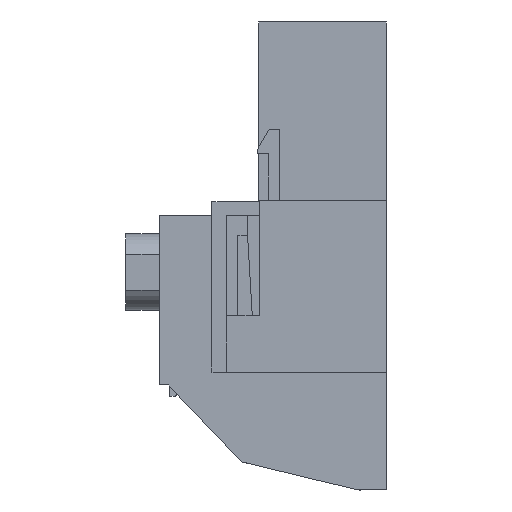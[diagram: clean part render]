
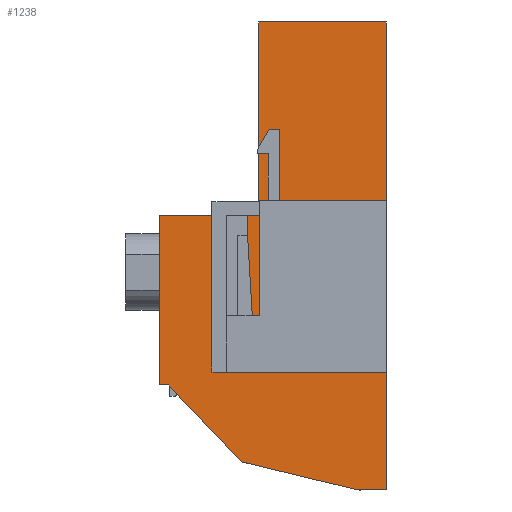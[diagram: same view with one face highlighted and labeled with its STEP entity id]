
A CAD part, left-side view. The second image highlights one B-rep face of the part: STEP entity #1238.
In plain terms, the highlighted planar face has unit normal (-1, 0, 0).
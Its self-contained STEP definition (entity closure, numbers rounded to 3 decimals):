
#1162=AXIS2_PLACEMENT_3D('Plane Axis2P3D',#1159,#1160,#1161) ;
#180=CARTESIAN_POINT('Vertex',(7.62,0.,0.)) ;
#183=CARTESIAN_POINT('Line Origine',(7.62,1.25,0.)) ;
#187=CARTESIAN_POINT('Vertex',(7.62,2.5,0.)) ;
#412=CARTESIAN_POINT('Line Origine',(7.62,7.675,1.25)) ;
#416=CARTESIAN_POINT('Vertex',(7.62,12.85,2.5)) ;
#623=CARTESIAN_POINT('Vertex',(7.62,0.,41.45)) ;
#626=CARTESIAN_POINT('Line Origine',(7.62,0.,33.55)) ;
#630=CARTESIAN_POINT('Vertex',(7.62,0.,25.65)) ;
#637=CARTESIAN_POINT('Vertex',(7.62,0.,12.13)) ;
#640=CARTESIAN_POINT('Line Origine',(7.62,0.,6.065)) ;
#1159=CARTESIAN_POINT('Axis2P3D Location',(7.62,0.,41.45)) ;
#1164=CARTESIAN_POINT('Line Origine',(7.62,5.625,12.13)) ;
#1168=CARTESIAN_POINT('Vertex',(7.62,11.25,12.13)) ;
#1171=CARTESIAN_POINT('Line Origine',(7.62,11.25,18.89)) ;
#1175=CARTESIAN_POINT('Vertex',(7.62,11.25,25.65)) ;
#1178=CARTESIAN_POINT('Line Origine',(7.62,5.625,25.65)) ;
#1183=CARTESIAN_POINT('Line Origine',(7.62,5.65,41.45)) ;
#1187=CARTESIAN_POINT('Vertex',(7.62,11.3,41.45)) ;
#1190=CARTESIAN_POINT('Line Origine',(7.62,11.3,32.875)) ;
#1194=CARTESIAN_POINT('Vertex',(7.62,11.3,24.3)) ;
#1197=CARTESIAN_POINT('Line Origine',(7.62,15.7,24.3)) ;
#1201=CARTESIAN_POINT('Vertex',(7.62,20.1,24.3)) ;
#1204=CARTESIAN_POINT('Line Origine',(7.62,20.1,16.8)) ;
#1208=CARTESIAN_POINT('Vertex',(7.62,20.1,9.3)) ;
#1211=CARTESIAN_POINT('Line Origine',(7.62,19.7,9.3)) ;
#1215=CARTESIAN_POINT('Vertex',(7.62,19.3,9.3)) ;
#1218=CARTESIAN_POINT('Line Origine',(7.62,16.075,5.9)) ;
#184=DIRECTION('Vector Direction',(0.,-1.,0.)) ;
#413=DIRECTION('Vector Direction',(0.,-0.972,-0.235)) ;
#627=DIRECTION('Vector Direction',(0.,0.,-1.)) ;
#641=DIRECTION('Vector Direction',(0.,0.,-1.)) ;
#1160=DIRECTION('Axis2P3D Direction',(1.,0.,0.)) ;
#1161=DIRECTION('Axis2P3D XDirection',(0.,0.,-1.)) ;
#1165=DIRECTION('Vector Direction',(0.,-1.,0.)) ;
#1172=DIRECTION('Vector Direction',(0.,0.,-1.)) ;
#1179=DIRECTION('Vector Direction',(0.,1.,0.)) ;
#1184=DIRECTION('Vector Direction',(0.,-1.,0.)) ;
#1191=DIRECTION('Vector Direction',(0.,0.,-1.)) ;
#1198=DIRECTION('Vector Direction',(0.,-1.,0.)) ;
#1205=DIRECTION('Vector Direction',(0.,0.,-1.)) ;
#1212=DIRECTION('Vector Direction',(0.,-1.,0.)) ;
#1219=DIRECTION('Vector Direction',(0.,-0.688,-0.726)) ;
#185=VECTOR('Line Direction',#184,1.) ;
#414=VECTOR('Line Direction',#413,1.) ;
#628=VECTOR('Line Direction',#627,1.) ;
#642=VECTOR('Line Direction',#641,1.) ;
#1166=VECTOR('Line Direction',#1165,1.) ;
#1173=VECTOR('Line Direction',#1172,1.) ;
#1180=VECTOR('Line Direction',#1179,1.) ;
#1185=VECTOR('Line Direction',#1184,1.) ;
#1192=VECTOR('Line Direction',#1191,1.) ;
#1199=VECTOR('Line Direction',#1198,1.) ;
#1206=VECTOR('Line Direction',#1205,1.) ;
#1213=VECTOR('Line Direction',#1212,1.) ;
#1220=VECTOR('Line Direction',#1219,1.) ;
#1224=ORIENTED_EDGE('',*,*,#1170,.F.) ;
#1225=ORIENTED_EDGE('',*,*,#1177,.F.) ;
#1226=ORIENTED_EDGE('',*,*,#1182,.F.) ;
#1227=ORIENTED_EDGE('',*,*,#632,.F.) ;
#1228=ORIENTED_EDGE('',*,*,#1189,.F.) ;
#1229=ORIENTED_EDGE('',*,*,#1196,.T.) ;
#1230=ORIENTED_EDGE('',*,*,#1203,.F.) ;
#1231=ORIENTED_EDGE('',*,*,#1210,.F.) ;
#1232=ORIENTED_EDGE('',*,*,#1217,.F.) ;
#1233=ORIENTED_EDGE('',*,*,#1222,.F.) ;
#1234=ORIENTED_EDGE('',*,*,#418,.F.) ;
#1235=ORIENTED_EDGE('',*,*,#189,.F.) ;
#1236=ORIENTED_EDGE('',*,*,#644,.F.) ;
#1238=ADVANCED_FACE('HOUSING',(#1237),#1163,.F.) ;
#189=EDGE_CURVE('',#181,#188,#186,.F.) ;
#418=EDGE_CURVE('',#188,#417,#415,.F.) ;
#632=EDGE_CURVE('',#624,#631,#629,.T.) ;
#644=EDGE_CURVE('',#638,#181,#643,.T.) ;
#1170=EDGE_CURVE('',#1169,#638,#1167,.T.) ;
#1177=EDGE_CURVE('',#1176,#1169,#1174,.T.) ;
#1182=EDGE_CURVE('',#631,#1176,#1181,.T.) ;
#1189=EDGE_CURVE('',#1188,#624,#1186,.T.) ;
#1196=EDGE_CURVE('',#1188,#1195,#1193,.T.) ;
#1203=EDGE_CURVE('',#1202,#1195,#1200,.T.) ;
#1210=EDGE_CURVE('',#1209,#1202,#1207,.F.) ;
#1217=EDGE_CURVE('',#1216,#1209,#1214,.F.) ;
#1222=EDGE_CURVE('',#417,#1216,#1221,.F.) ;
#1223=EDGE_LOOP('',(#1224,#1225,#1226,#1227,#1228,#1229,#1230,#1231,#1232,#1233,#1234,#1235,#1236)) ;
#1237=FACE_OUTER_BOUND('',#1223,.T.) ;
#186=LINE('Line',#183,#185) ;
#415=LINE('Line',#412,#414) ;
#629=LINE('Line',#626,#628) ;
#643=LINE('Line',#640,#642) ;
#1167=LINE('Line',#1164,#1166) ;
#1174=LINE('Line',#1171,#1173) ;
#1181=LINE('Line',#1178,#1180) ;
#1186=LINE('Line',#1183,#1185) ;
#1193=LINE('Line',#1190,#1192) ;
#1200=LINE('Line',#1197,#1199) ;
#1207=LINE('Line',#1204,#1206) ;
#1214=LINE('Line',#1211,#1213) ;
#1221=LINE('Line',#1218,#1220) ;
#1163=PLANE('',#1162) ;
#181=VERTEX_POINT('',#180) ;
#188=VERTEX_POINT('',#187) ;
#417=VERTEX_POINT('',#416) ;
#624=VERTEX_POINT('',#623) ;
#631=VERTEX_POINT('',#630) ;
#638=VERTEX_POINT('',#637) ;
#1169=VERTEX_POINT('',#1168) ;
#1176=VERTEX_POINT('',#1175) ;
#1188=VERTEX_POINT('',#1187) ;
#1195=VERTEX_POINT('',#1194) ;
#1202=VERTEX_POINT('',#1201) ;
#1209=VERTEX_POINT('',#1208) ;
#1216=VERTEX_POINT('',#1215) ;
